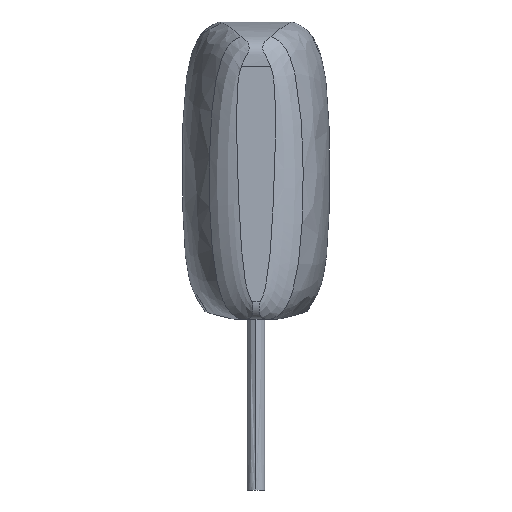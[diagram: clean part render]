
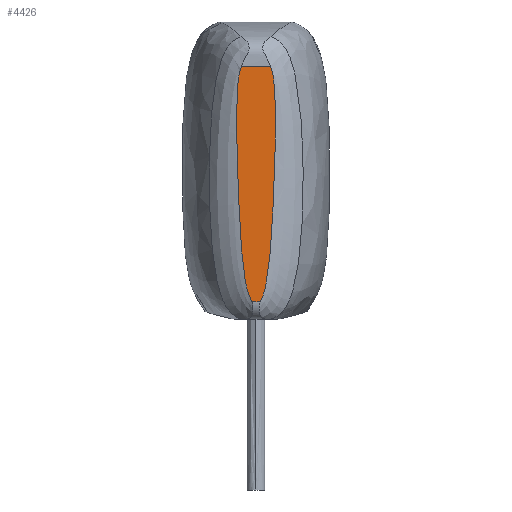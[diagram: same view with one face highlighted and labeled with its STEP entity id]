
A CAD part, left-side view. The second image highlights one B-rep face of the part: STEP entity #4426.
In plain terms, the highlighted planar face has unit normal (-1, 0, 0).
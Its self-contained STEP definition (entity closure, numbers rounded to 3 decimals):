
#81 = CARTESIAN_POINT ( 'NONE',  ( -8.25, 0.554, 8.878 ) ) ;
#153 = VECTOR ( 'NONE', #2346, 1000. ) ;
#163 = CARTESIAN_POINT ( 'NONE',  ( -8.25, -0.463, 5.525 ) ) ;
#186 = CARTESIAN_POINT ( 'NONE',  ( -8.25, 0.32, 3.996 ) ) ;
#398 = CARTESIAN_POINT ( 'NONE',  ( -8.25, -0.124, 3.328 ) ) ;
#499 = CARTESIAN_POINT ( 'NONE',  ( -8.25, -0.523, 9.436 ) ) ;
#580 = CARTESIAN_POINT ( 'NONE',  ( -8.25, -0.414, 9.983 ) ) ;
#889 = CARTESIAN_POINT ( 'NONE',  ( -8.25, 0.414, 9.983 ) ) ;
#916 = CARTESIAN_POINT ( 'NONE',  ( -8.25, 0.461, 9.85 ) ) ;
#924 = ORIENTED_EDGE ( 'NONE', *, *, #4176, .T. ) ;
#1275 = CARTESIAN_POINT ( 'NONE',  ( -8.25, 0.533, 9.297 ) ) ;
#1327 = CARTESIAN_POINT ( 'NONE',  ( -8.25, -0.554, 8.598 ) ) ;
#1494 = DIRECTION ( 'NONE',  ( 0., 1., 0. ) ) ;
#1540 = CARTESIAN_POINT ( 'NONE',  ( -8.25, -3.113, 9.983 ) ) ;
#1612 = ORIENTED_EDGE ( 'NONE', *, *, #3497, .F. ) ;
#1674 = CARTESIAN_POINT ( 'NONE',  ( -8.25, 0.185, 3.454 ) ) ;
#1800 = CARTESIAN_POINT ( 'NONE',  ( -8.25, -0.377, 4.41 ) ) ;
#1831 = CARTESIAN_POINT ( 'NONE',  ( -8.25, 0.414, 9.983 ) ) ;
#1883 = LINE ( 'NONE', #4641, #2604 ) ;
#1908 = ORIENTED_EDGE ( 'NONE', *, *, #4963, .F. ) ;
#2038 = CARTESIAN_POINT ( 'NONE',  ( -8.25, 0.554, 8.598 ) ) ;
#2052 = B_SPLINE_CURVE_WITH_KNOTS ( 'NONE', 3,
 ( #2430, #1674, #3648, #2543, #186, #3362, #2943, #2834, #4043, #4434, #4542, #2038, #81, #1275, #2094, #3288, #916, #889 ),
 .UNSPECIFIED., .F., .F.,
 ( 4, 2, 2, 2, 2, 2, 2, 2, 4 ),
 ( 0., 0., 0.001, 0.002, 0.003, 0.005, 0.006, 0.006, 0.007 ),
 .UNSPECIFIED. ) ;
#2094 = CARTESIAN_POINT ( 'NONE',  ( -8.25, 0.523, 9.436 ) ) ;
#2286 = CARTESIAN_POINT ( 'NONE',  ( -8.25, 0.124, 3.328 ) ) ;
#2320 = LINE ( 'NONE', #1540, #153 ) ;
#2346 = DIRECTION ( 'NONE',  ( 0., 1., 0. ) ) ;
#2371 = AXIS2_PLACEMENT_3D ( 'NONE', #5058, #5031, #3000 ) ;
#2430 = CARTESIAN_POINT ( 'NONE',  ( -8.25, 0.124, 3.328 ) ) ;
#2460 = CARTESIAN_POINT ( 'NONE',  ( -8.25, -0.461, 9.85 ) ) ;
#2467 = VERTEX_POINT ( 'NONE', #3828 ) ;
#2543 = CARTESIAN_POINT ( 'NONE',  ( -8.25, 0.297, 3.858 ) ) ;
#2573 = CARTESIAN_POINT ( 'NONE',  ( -8.25, -0.23, 3.585 ) ) ;
#2604 = VECTOR ( 'NONE', #1494, 1000. ) ;
#2620 = CARTESIAN_POINT ( 'NONE',  ( -8.25, -0.401, 4.689 ) ) ;
#2648 = VERTEX_POINT ( 'NONE', #2286 ) ;
#2834 = CARTESIAN_POINT ( 'NONE',  ( -8.25, 0.463, 5.526 ) ) ;
#2916 = CARTESIAN_POINT ( 'NONE',  ( -8.25, -0.547, 7.759 ) ) ;
#2943 = CARTESIAN_POINT ( 'NONE',  ( -8.25, 0.401, 4.69 ) ) ;
#3000 = DIRECTION ( 'NONE',  ( 0., 0., 1. ) ) ;
#3050 = FACE_OUTER_BOUND ( 'NONE', #3098, .T. ) ;
#3078 = PLANE ( 'NONE',  #2371 ) ;
#3098 = EDGE_LOOP ( 'NONE', ( #924, #1908, #1612, #4013 ) ) ;
#3153 = VERTEX_POINT ( 'NONE', #1831 ) ;
#3288 = CARTESIAN_POINT ( 'NONE',  ( -8.25, 0.486, 9.713 ) ) ;
#3313 = CARTESIAN_POINT ( 'NONE',  ( -8.25, -0.533, 9.296 ) ) ;
#3362 = CARTESIAN_POINT ( 'NONE',  ( -8.25, 0.377, 4.412 ) ) ;
#3459 = CARTESIAN_POINT ( 'NONE',  ( -8.25, -0.185, 3.454 ) ) ;
#3497 = EDGE_CURVE ( 'NONE', #4743, #2648, #1883, .T. ) ;
#3648 = CARTESIAN_POINT ( 'NONE',  ( -8.25, 0.231, 3.586 ) ) ;
#3732 = CARTESIAN_POINT ( 'NONE',  ( -8.25, -0.488, 6.083 ) ) ;
#3754 = B_SPLINE_CURVE_WITH_KNOTS ( 'NONE', 3,
 ( #580, #2460, #4071, #499, #3313, #4900, #1327, #2916, #4129, #3732, #163, #2620, #1800, #3805, #4566, #2573, #3459, #4228 ),
 .UNSPECIFIED., .F., .F.,
 ( 4, 2, 2, 2, 2, 2, 2, 2, 4 ),
 ( 0., 0., 0.001, 0.002, 0.003, 0.005, 0.006, 0.006, 0.007 ),
 .UNSPECIFIED. ) ;
#3805 = CARTESIAN_POINT ( 'NONE',  ( -8.25, -0.319, 3.995 ) ) ;
#3828 = CARTESIAN_POINT ( 'NONE',  ( -8.25, -0.414, 9.983 ) ) ;
#4013 = ORIENTED_EDGE ( 'NONE', *, *, #5127, .F. ) ;
#4043 = CARTESIAN_POINT ( 'NONE',  ( -8.25, 0.488, 6.084 ) ) ;
#4071 = CARTESIAN_POINT ( 'NONE',  ( -8.25, -0.486, 9.713 ) ) ;
#4129 = CARTESIAN_POINT ( 'NONE',  ( -8.25, -0.529, 7.201 ) ) ;
#4176 = EDGE_CURVE ( 'NONE', #2467, #3153, #2320, .T. ) ;
#4228 = CARTESIAN_POINT ( 'NONE',  ( -8.25, -0.124, 3.328 ) ) ;
#4426 = ADVANCED_FACE ( 'NONE', ( #3050 ), #3078, .T. ) ;
#4434 = CARTESIAN_POINT ( 'NONE',  ( -8.25, 0.529, 7.201 ) ) ;
#4542 = CARTESIAN_POINT ( 'NONE',  ( -8.25, 0.547, 7.76 ) ) ;
#4566 = CARTESIAN_POINT ( 'NONE',  ( -8.25, -0.296, 3.857 ) ) ;
#4641 = CARTESIAN_POINT ( 'NONE',  ( -8.25, -3.113, 3.328 ) ) ;
#4743 = VERTEX_POINT ( 'NONE', #398 ) ;
#4900 = CARTESIAN_POINT ( 'NONE',  ( -8.25, -0.554, 8.877 ) ) ;
#4963 = EDGE_CURVE ( 'NONE', #2648, #3153, #2052, .T. ) ;
#5031 = DIRECTION ( 'NONE',  ( -1., 0., 0. ) ) ;
#5058 = CARTESIAN_POINT ( 'NONE',  ( -8.25, -3.113, -23.334 ) ) ;
#5127 = EDGE_CURVE ( 'NONE', #2467, #4743, #3754, .T. ) ;
